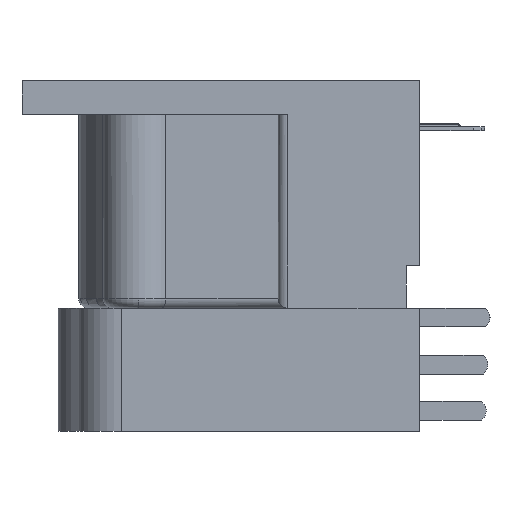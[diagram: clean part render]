
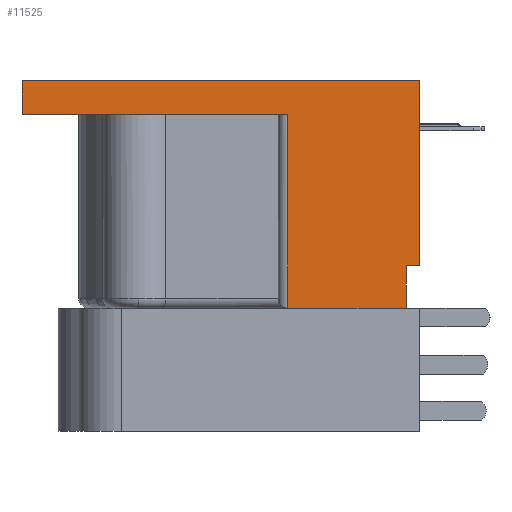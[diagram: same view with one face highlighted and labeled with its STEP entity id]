
A CAD part, left-side view. The second image highlights one B-rep face of the part: STEP entity #11525.
In plain terms, the highlighted planar face has unit normal (-1, 0, 0).
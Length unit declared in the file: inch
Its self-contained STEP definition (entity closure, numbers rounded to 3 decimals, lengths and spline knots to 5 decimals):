
#9 = CARTESIAN_POINT ( 'NONE',  ( -0.393, -0.366, -0.51 ) ) ;
#16 = EDGE_CURVE ( 'NONE', #9788, #2582, #5983, .T. ) ;
#635 = VERTEX_POINT ( 'NONE', #7545 ) ;
#982 = DIRECTION ( 'NONE',  ( 0., -1., 0. ) ) ;
#1033 = DIRECTION ( 'NONE',  ( 0., 0., 1. ) ) ;
#1034 = VERTEX_POINT ( 'NONE', #10154 ) ;
#1083 = ORIENTED_EDGE ( 'NONE', *, *, #9996, .T. ) ;
#1255 = CARTESIAN_POINT ( 'NONE',  ( -0.393, -0.394, 0. ) ) ;
#1399 = CARTESIAN_POINT ( 'NONE',  ( -0.393, -0.1195, -0.473 ) ) ;
#1589 = EDGE_CURVE ( 'NONE', #9283, #3308, #3940, .T. ) ;
#1773 = VECTOR ( 'NONE', #1033, 39.37008 ) ;
#2056 = LINE ( 'NONE', #6226, #10536 ) ;
#2084 = ORIENTED_EDGE ( 'NONE', *, *, #11142, .F. ) ;
#2533 = VECTOR ( 'NONE', #7034, 39.37008 ) ;
#2582 = VERTEX_POINT ( 'NONE', #4445 ) ;
#2865 = LINE ( 'NONE', #7182, #2533 ) ;
#3123 = CARTESIAN_POINT ( 'NONE',  ( -0.393, -0.366, -0.473 ) ) ;
#3280 = CARTESIAN_POINT ( 'NONE',  ( -0.393, 0.433, -0.07 ) ) ;
#3308 = VERTEX_POINT ( 'NONE', #4178 ) ;
#3378 = VECTOR ( 'NONE', #7370, 39.37008 ) ;
#3661 = VERTEX_POINT ( 'NONE', #6927 ) ;
#3758 = ORIENTED_EDGE ( 'NONE', *, *, #9267, .T. ) ;
#3940 = LINE ( 'NONE', #9, #4277 ) ;
#3960 = EDGE_LOOP ( 'NONE', ( #4280, #6930, #13358, #11307, #1083, #3758, #10189, #2084 ) ) ;
#4178 = CARTESIAN_POINT ( 'NONE',  ( -0.393, -0.366, -0.385 ) ) ;
#4277 = VECTOR ( 'NONE', #7693, 39.37008 ) ;
#4280 = ORIENTED_EDGE ( 'NONE', *, *, #16, .T. ) ;
#4445 = CARTESIAN_POINT ( 'NONE',  ( -0.393, -0.1195, -0.07 ) ) ;
#4576 = LINE ( 'NONE', #8409, #1773 ) ;
#4673 = EDGE_CURVE ( 'NONE', #635, #1034, #9037, .T. ) ;
#4921 = VECTOR ( 'NONE', #13099, 39.37008 ) ;
#4957 = EDGE_CURVE ( 'NONE', #9283, #11765, #2865, .T. ) ;
#5108 = DIRECTION ( 'NONE',  ( -1., 0., 0. ) ) ;
#5263 = LINE ( 'NONE', #6692, #4921 ) ;
#5983 = LINE ( 'NONE', #10430, #11303 ) ;
#6226 = CARTESIAN_POINT ( 'NONE',  ( -0.393, -0.394, -0.385 ) ) ;
#6692 = CARTESIAN_POINT ( 'NONE',  ( -0.393, -0.1195, -0.473 ) ) ;
#6927 = CARTESIAN_POINT ( 'NONE',  ( -0.393, -0.394, -0.385 ) ) ;
#6930 = ORIENTED_EDGE ( 'NONE', *, *, #8544, .T. ) ;
#7034 = DIRECTION ( 'NONE',  ( 0., 1., 0. ) ) ;
#7173 = CARTESIAN_POINT ( 'NONE',  ( -0.393, -0.394, -0.07 ) ) ;
#7182 = CARTESIAN_POINT ( 'NONE',  ( -0.393, -0.394, -0.473 ) ) ;
#7260 = AXIS2_PLACEMENT_3D ( 'NONE', #7173, #5108, #12563 ) ;
#7370 = DIRECTION ( 'NONE',  ( 0., -1., 0. ) ) ;
#7488 = LINE ( 'NONE', #3280, #12844 ) ;
#7545 = CARTESIAN_POINT ( 'NONE',  ( -0.393, 0.433, 0. ) ) ;
#7693 = DIRECTION ( 'NONE',  ( 0., 0., 1. ) ) ;
#8250 = PLANE ( 'NONE',  #7260 ) ;
#8409 = CARTESIAN_POINT ( 'NONE',  ( -0.393, -0.394, -0.07 ) ) ;
#8544 = EDGE_CURVE ( 'NONE', #2582, #11765, #5263, .T. ) ;
#8952 = DIRECTION ( 'NONE',  ( 0., -1., 0. ) ) ;
#9037 = LINE ( 'NONE', #1255, #3378 ) ;
#9267 = EDGE_CURVE ( 'NONE', #3661, #1034, #4576, .T. ) ;
#9283 = VERTEX_POINT ( 'NONE', #3123 ) ;
#9641 = DIRECTION ( 'NONE',  ( 0., 0., 1. ) ) ;
#9788 = VERTEX_POINT ( 'NONE', #12287 ) ;
#9996 = EDGE_CURVE ( 'NONE', #3308, #3661, #2056, .T. ) ;
#10154 = CARTESIAN_POINT ( 'NONE',  ( -0.393, -0.394, 0. ) ) ;
#10189 = ORIENTED_EDGE ( 'NONE', *, *, #4673, .F. ) ;
#10430 = CARTESIAN_POINT ( 'NONE',  ( -0.393, -0.394, -0.07 ) ) ;
#10536 = VECTOR ( 'NONE', #982, 39.37008 ) ;
#11142 = EDGE_CURVE ( 'NONE', #9788, #635, #7488, .T. ) ;
#11303 = VECTOR ( 'NONE', #8952, 39.37008 ) ;
#11307 = ORIENTED_EDGE ( 'NONE', *, *, #1589, .T. ) ;
#11525 = ADVANCED_FACE ( 'NONE', ( #13156 ), #8250, .T. ) ;
#11765 = VERTEX_POINT ( 'NONE', #1399 ) ;
#12287 = CARTESIAN_POINT ( 'NONE',  ( -0.393, 0.433, -0.07 ) ) ;
#12563 = DIRECTION ( 'NONE',  ( 0., 0., 1. ) ) ;
#12844 = VECTOR ( 'NONE', #9641, 39.37008 ) ;
#13099 = DIRECTION ( 'NONE',  ( 0., 0., -1. ) ) ;
#13156 = FACE_OUTER_BOUND ( 'NONE', #3960, .T. ) ;
#13358 = ORIENTED_EDGE ( 'NONE', *, *, #4957, .F. ) ;
